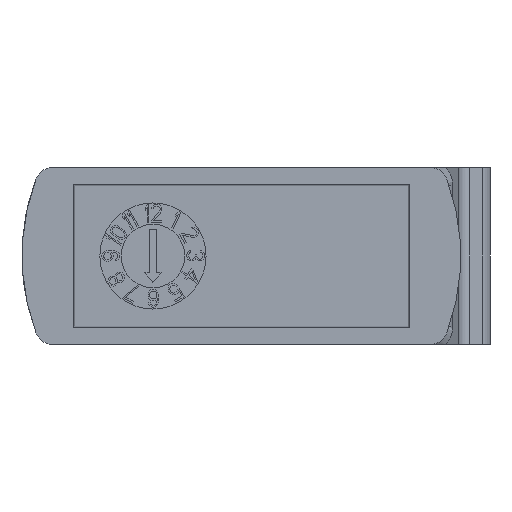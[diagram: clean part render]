
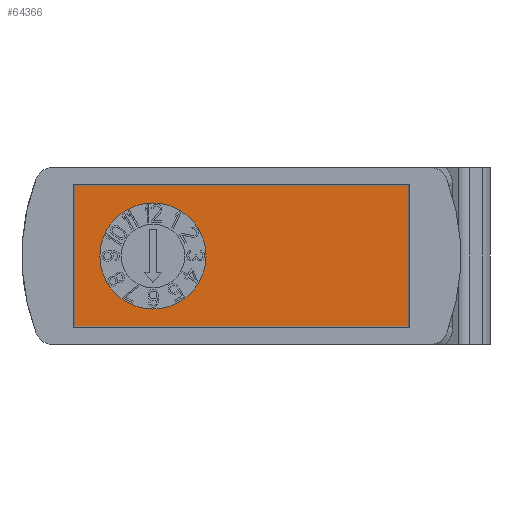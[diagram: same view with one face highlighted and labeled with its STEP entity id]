
A CAD part, front view. The second image highlights one B-rep face of the part: STEP entity #64366.
In plain terms, the highlighted planar face has unit normal (0, -1, 0).
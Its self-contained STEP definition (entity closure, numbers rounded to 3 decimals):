
#2373=DIRECTION('',(0.,0.,-1.));
#2374=VECTOR('',#2373,7.95);
#2375=CARTESIAN_POINT('',(-9.425,0.8,3.975));
#2376=LINE('',#2375,#2374);
#2377=DIRECTION('',(-1.,0.,0.));
#2378=VECTOR('',#2377,18.85);
#2379=CARTESIAN_POINT('',(9.425,0.8,3.975));
#2380=LINE('',#2379,#2378);
#2381=DIRECTION('',(0.,0.,-1.));
#2382=VECTOR('',#2381,7.95);
#2383=CARTESIAN_POINT('',(9.425,0.8,3.975));
#2384=LINE('',#2383,#2382);
#2385=DIRECTION('',(-1.,0.,0.));
#2386=VECTOR('',#2385,18.85);
#2387=CARTESIAN_POINT('',(9.425,0.8,-3.975));
#2388=LINE('',#2387,#2386);
#2389=CARTESIAN_POINT('',(-5.,0.8,0.));
#2390=DIRECTION('',(0.,1.,0.));
#2391=DIRECTION('',(-1.,0.,0.));
#2392=AXIS2_PLACEMENT_3D('',#2389,#2390,#2391);
#2394=CARTESIAN_POINT('',(-5.,0.8,0.));
#2395=DIRECTION('',(0.,1.,0.));
#2396=DIRECTION('',(1.,0.,0.));
#2397=AXIS2_PLACEMENT_3D('',#2394,#2395,#2396);
#53168=CARTESIAN_POINT('',(-9.425,0.8,3.975));
#53169=CARTESIAN_POINT('',(-9.425,0.8,-3.975));
#53170=VERTEX_POINT('',#53168);
#53171=VERTEX_POINT('',#53169);
#53172=CARTESIAN_POINT('',(9.425,0.8,3.975));
#53173=CARTESIAN_POINT('',(9.425,0.8,-3.975));
#53174=VERTEX_POINT('',#53172);
#53175=VERTEX_POINT('',#53173);
#53180=CARTESIAN_POINT('',(-8.,0.8,0.));
#53181=CARTESIAN_POINT('',(-2.,0.8,0.));
#53182=VERTEX_POINT('',#53180);
#53183=VERTEX_POINT('',#53181);
#64349=CARTESIAN_POINT('',(0.,0.8,0.));
#64350=DIRECTION('',(0.,-1.,0.));
#64351=DIRECTION('',(-1.,0.,0.));
#64352=AXIS2_PLACEMENT_3D('',#64349,#64350,#64351);
#64353=PLANE('',#64352);
#64354=ORIENTED_EDGE('',*,*,#64315,.F.);
#64355=ORIENTED_EDGE('',*,*,#64331,.F.);
#64356=ORIENTED_EDGE('',*,*,#64342,.T.);
#64357=ORIENTED_EDGE('',*,*,#64300,.T.);
#64358=EDGE_LOOP('',(#64354,#64355,#64356,#64357));
#64359=FACE_OUTER_BOUND('',#64358,.F.);
#64361=ORIENTED_EDGE('',*,*,#64360,.F.);
#64363=ORIENTED_EDGE('',*,*,#64362,.F.);
#64364=EDGE_LOOP('',(#64361,#64363));
#64365=FACE_BOUND('',#64364,.F.);
#64366=ADVANCED_FACE('',(#64359,#64365),#64353,.T.);
#2393=CIRCLE('',#2392,3.);
#2398=CIRCLE('',#2397,3.);
#64300=EDGE_CURVE('',#53175,#53171,#2388,.T.);
#64315=EDGE_CURVE('',#53170,#53171,#2376,.T.);
#64331=EDGE_CURVE('',#53174,#53170,#2380,.T.);
#64342=EDGE_CURVE('',#53174,#53175,#2384,.T.);
#64360=EDGE_CURVE('',#53182,#53183,#2393,.T.);
#64362=EDGE_CURVE('',#53183,#53182,#2398,.T.);
